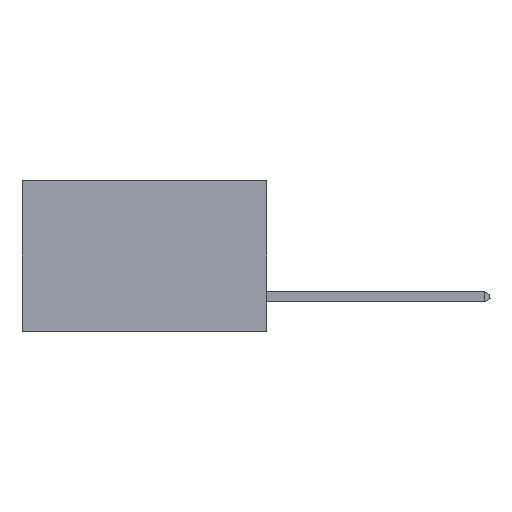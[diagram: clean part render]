
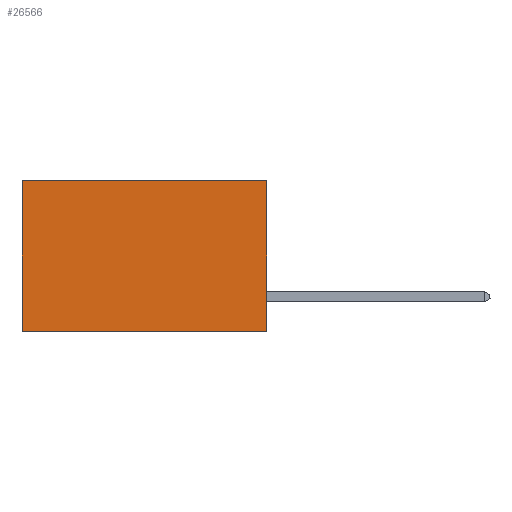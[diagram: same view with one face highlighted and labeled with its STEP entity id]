
A CAD part, left-side view. The second image highlights one B-rep face of the part: STEP entity #26566.
In plain terms, the highlighted planar face has unit normal (-1, 0, 0).
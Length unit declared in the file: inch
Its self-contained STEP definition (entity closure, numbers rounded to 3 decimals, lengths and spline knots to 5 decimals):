
#743 = LINE ( 'NONE', #26639, #6544 ) ;
#1552 = EDGE_LOOP ( 'NONE', ( #15335, #6237, #8495, #30430 ) ) ;
#2445 = VECTOR ( 'NONE', #3918, 39.37008 ) ;
#3855 = EDGE_CURVE ( 'NONE', #18139, #14135, #8909, .T. ) ;
#3918 = DIRECTION ( 'NONE',  ( 0., 1., 0. ) ) ;
#4565 = DIRECTION ( 'NONE',  ( 1., 0., 0. ) ) ;
#4707 = EDGE_CURVE ( 'NONE', #8952, #29252, #29051, .T. ) ;
#5621 = AXIS2_PLACEMENT_3D ( 'NONE', #18962, #4565, #21293 ) ;
#6237 = ORIENTED_EDGE ( 'NONE', *, *, #4707, .F. ) ;
#6544 = VECTOR ( 'NONE', #26733, 39.37008 ) ;
#8495 = ORIENTED_EDGE ( 'NONE', *, *, #10142, .F. ) ;
#8909 = LINE ( 'NONE', #16965, #2445 ) ;
#8952 = VERTEX_POINT ( 'NONE', #16301 ) ;
#10142 = EDGE_CURVE ( 'NONE', #18139, #8952, #23013, .T. ) ;
#10435 = VECTOR ( 'NONE', #16234, 39.37008 ) ;
#14135 = VERTEX_POINT ( 'NONE', #23642 ) ;
#15335 = ORIENTED_EDGE ( 'NONE', *, *, #16149, .T. ) ;
#16149 = EDGE_CURVE ( 'NONE', #14135, #29252, #743, .T. ) ;
#16234 = DIRECTION ( 'NONE',  ( 0., 0., -1. ) ) ;
#16301 = CARTESIAN_POINT ( 'NONE',  ( 0.2875, 0., -0.37 ) ) ;
#16965 = CARTESIAN_POINT ( 'NONE',  ( 0.2875, 0., 0. ) ) ;
#17035 = CARTESIAN_POINT ( 'NONE',  ( 0.2875, 0., 0. ) ) ;
#18139 = VERTEX_POINT ( 'NONE', #17035 ) ;
#18962 = CARTESIAN_POINT ( 'NONE',  ( 0.2875, 0., 0. ) ) ;
#19311 = CARTESIAN_POINT ( 'NONE',  ( 0.2875, 0., -0.37 ) ) ;
#21293 = DIRECTION ( 'NONE',  ( 0., 0., -1. ) ) ;
#21779 = DIRECTION ( 'NONE',  ( 0., 1., 0. ) ) ;
#23013 = LINE ( 'NONE', #30052, #10435 ) ;
#23642 = CARTESIAN_POINT ( 'NONE',  ( 0.2875, 0.6, 0. ) ) ;
#25785 = PLANE ( 'NONE',  #5621 ) ;
#26566 = ADVANCED_FACE ( 'NONE', ( #29550 ), #25785, .F. ) ;
#26639 = CARTESIAN_POINT ( 'NONE',  ( 0.2875, 0.6, 0. ) ) ;
#26733 = DIRECTION ( 'NONE',  ( 0., 0., -1. ) ) ;
#29051 = LINE ( 'NONE', #19311, #29747 ) ;
#29252 = VERTEX_POINT ( 'NONE', #29589 ) ;
#29550 = FACE_OUTER_BOUND ( 'NONE', #1552, .T. ) ;
#29589 = CARTESIAN_POINT ( 'NONE',  ( 0.2875, 0.6, -0.37 ) ) ;
#29747 = VECTOR ( 'NONE', #21779, 39.37008 ) ;
#30052 = CARTESIAN_POINT ( 'NONE',  ( 0.2875, 0., 0. ) ) ;
#30430 = ORIENTED_EDGE ( 'NONE', *, *, #3855, .T. ) ;
